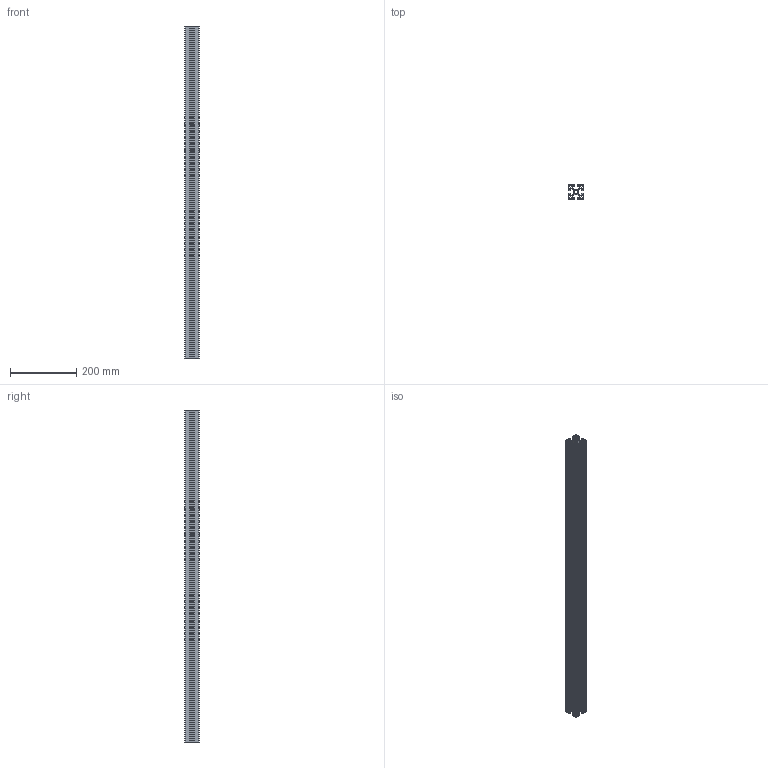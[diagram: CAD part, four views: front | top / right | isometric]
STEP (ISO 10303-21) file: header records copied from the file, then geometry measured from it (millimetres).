
FILE_DESCRIPTION (( 'STEP AP214' ), '1' );
FILE_NAME ('555SLX Êîíñòðóêöèîííûé ïðîôèëü 45õ45SL.STEP', '2019-11-08T07:15:43', ( 'Windows User' ), ( '' ), 'SwSTEP 2.0', 'SolidWorks 2019', '' );
FILE_SCHEMA (( 'AUTOMOTIVE_DESIGN' ));
Length unit declared in the file: millimetre
Products named in the file (1): 555SLX Êîíñòðóêöèîííûé ïðîôèëü 45õ45SL
Bounding box: 45 x 45 x 1001 mm (x, y, z)
Volume: 460949.1 mm3; surface area: 670055.3 mm2
Topology: 1 solids, 1 shells, 366 faces, 1092 edges, 728 vertices
Faces by surface type: plane 202, cylinder 164
Entity records: 12418 total; most frequent: CARTESIAN_POINT 2187, ORIENTED_EDGE 2184, DIRECTION 2154, EDGE_CURVE 1092, VECTOR 764, LINE 764, VERTEX_POINT 728, AXIS2_PLACEMENT_3D 695
